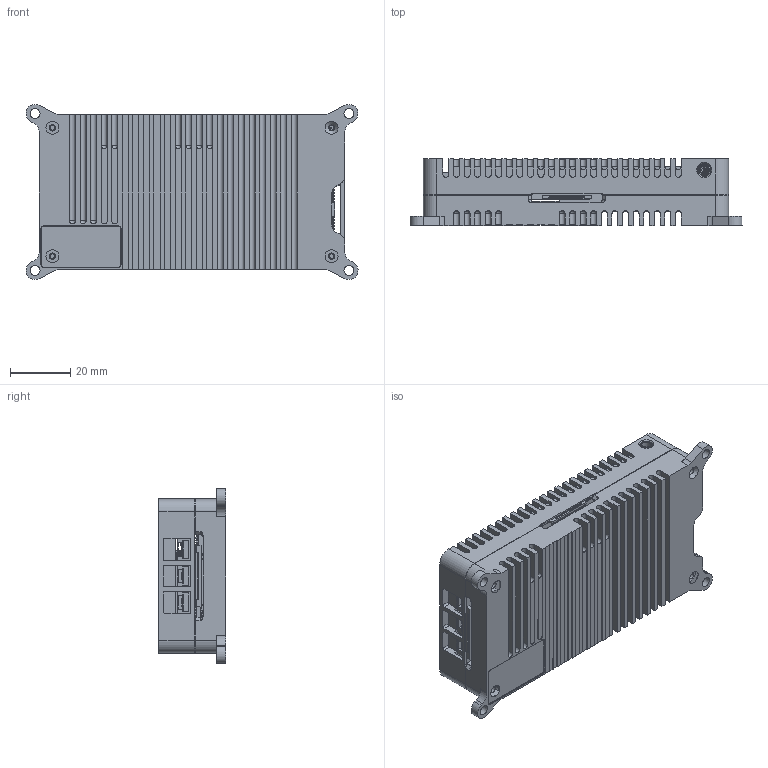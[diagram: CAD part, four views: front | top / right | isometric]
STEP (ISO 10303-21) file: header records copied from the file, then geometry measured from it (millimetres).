
FILE_DESCRIPTION(/* description */ (''),/* implementation_level */ '2;1');
FILE_NAME(/* name */ 'Skynode_X_public v2.step',/* time_stamp */ '2023-09-28T14:22:14+01:00',/* author */ (''),/* organization */ (''),/* preprocessor_version */ 'ST-DEVELOPER v20',/* originating_system */ 'Autodesk Translation Framework v12.14.0.127',/* authorisation */ '');
FILE_SCHEMA (('AUTOMOTIVE_DESIGN { 1 0 10303 214 3 1 1 }'));
Products named in the file (713): Skynode_X_public; A000035-08_only_Interfaces; NONE (4); NONE (3); Board; R135; R127; U37; SON50P200X80_HS-9N.step; R130; R129; U18; SON35P100X40-8N.step; R125; R122; R110; R109; R107; R100; R93; R92; C113; C112; C111; C110; C109; C108; C107; R68; R67; R66; D19; D18; D17; SML-D12x1 (1); U16; X2SON_-_0.4_mm_max_height.step; Open CASCADE STEP translator 6.8 1.1; Open CASCADE STEP translator 6.8 1.2.1; Open CASCADE STEP translator 6.8 1.3.1 ...
Assembly tree (1114 placements, depth 7):
  Skynode_X_public
    A000035-08_only_Interfaces
      NONE (4)
        NONE (3)
          Board
          R135
          R127
          U37
            SON50P200X80_HS-9N.step
              Open CASCADE STEP translator 6.8 8.1
              Open CASCADE STEP translator 6.8 8.2.1
              Thermal_Shape
              Open CASCADE STEP translator 6.8 8.4.1  x8
          R130
          R129
          U18
            SON35P100X40-8N.step
              Open CASCADE STEP translator 6.8 4.1
              Open CASCADE STEP translator 6.8 4.2.1
          R125
          R122
          R110
          R109
          R107
          R100
          R93
          R92
          C113
            0402 cap
          C112
            0402 cap (1)
          C111
            0402 cap (2)
          C110
            0402 cap (1)
          C109
            0402 cap (3)
          C108
            0402 cap (4)
          C107
            0402 cap (5)
          R68
          R67
          R66
          D19
          D18
            SML-D12x1 (1)
          D17
            SML-D12x1 (1)
          U16
            X2SON_-_0.4_mm_max_height.step
              Open CASCADE STEP translator 6.8 1.1
              Open CASCADE STEP translator 6.8 1.2.1
              Open CASCADE STEP translator 6.8 1.3.1  x6
          C106
            0402 cap
          R91
          Q9
            Diodes_SOT-523.step
              Open CASCADE STEP translator 6.8 5.1.1
Bounding box: 109.99 x 22.27 x 57.99 mm (x, y, z)
Volume: 38508.6 mm3; surface area: 49759.2 mm2
Topology: 17 solids, 111 shells, 6989 faces, 20260 edges, 13475 vertices
Faces by surface type: plane 5592, cylinder 1229, cone 84, bspline 54, sphere 17, torus 13
Full cylindrical faces by diameter (mm): 0.7 x3, 1.016 x3, 1.1 x6, 1.54 x1, 1.6 x4, 1.623 x3, 2.1 x4, 2.24 x1, 2.3 x2, 2.41 x2, 2.7 x1, 2.89 x2, 2.9 x1, 3 x1, 3.02 x2, 3.3 x4, 3.54 x1, 4.06 x1, 4.2 x1, 4.33 x2, 4.83 x2, 6.5 x1, 7.8 x1
Entity records: 254291 total; most frequent: CARTESIAN_POINT 47414, DIRECTION 40267, ORIENTED_EDGE 40086, EDGE_CURVE 20249, LINE 17231, VECTOR 17231, VERTEX_POINT 13475, AXIS2_PLACEMENT_3D 11518
